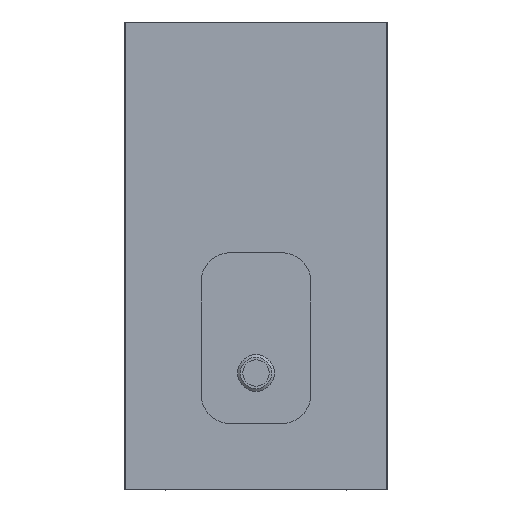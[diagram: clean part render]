
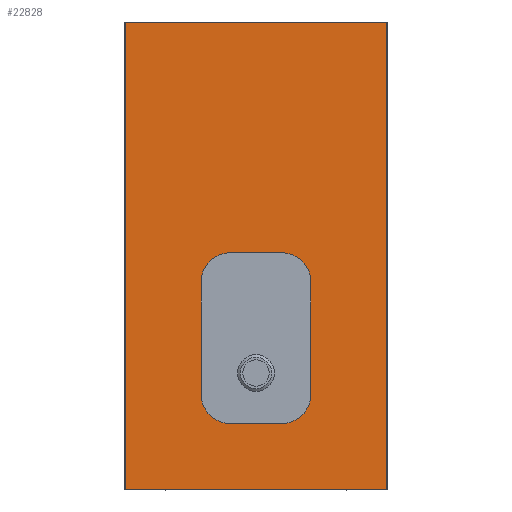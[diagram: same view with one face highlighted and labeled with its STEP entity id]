
A CAD part, front view. The second image highlights one B-rep face of the part: STEP entity #22828.
In plain terms, the highlighted planar face has unit normal (0, -1, 0).
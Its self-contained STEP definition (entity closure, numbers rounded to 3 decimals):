
#22479=CARTESIAN_POINT('',(-443.,-42.,1193.));
#22480=DIRECTION('',(0.,1.,0.));
#22481=DIRECTION('',(-1.,0.,0.));
#22482=AXIS2_PLACEMENT_3D('',#22479,#22480,#22481);
#22488=DIRECTION('',(-1.,0.,0.));
#22489=VECTOR('',#22488,175.475);
#22490=CARTESIAN_POINT('',(87.737,-42.,-172.846));
#22491=LINE('',#22490,#22489);
#22492=CARTESIAN_POINT('',(87.737,-42.,-72.846));
#22493=DIRECTION('',(0.,1.,0.));
#22494=DIRECTION('',(1.,0.,0.));
#22495=AXIS2_PLACEMENT_3D('',#22492,#22493,#22494);
#22497=DIRECTION('',(0.,0.,-1.));
#22498=VECTOR('',#22497,384.179);
#22499=CARTESIAN_POINT('',(187.737,-42.,311.332));
#22500=LINE('',#22499,#22498);
#22501=CARTESIAN_POINT('',(87.737,-42.,311.332));
#22502=DIRECTION('',(0.,1.,0.));
#22503=DIRECTION('',(0.,0.,1.));
#22504=AXIS2_PLACEMENT_3D('',#22501,#22502,#22503);
#22506=DIRECTION('',(1.,0.,0.));
#22507=VECTOR('',#22506,175.475);
#22508=CARTESIAN_POINT('',(-87.737,-42.,411.332));
#22509=LINE('',#22508,#22507);
#22510=CARTESIAN_POINT('',(-87.737,-42.,311.332));
#22511=DIRECTION('',(0.,1.,0.));
#22512=DIRECTION('',(-1.,0.,0.));
#22513=AXIS2_PLACEMENT_3D('',#22510,#22511,#22512);
#22515=DIRECTION('',(0.,0.,1.));
#22516=VECTOR('',#22515,384.179);
#22517=CARTESIAN_POINT('',(-187.737,-42.,-72.846));
#22518=LINE('',#22517,#22516);
#22519=CARTESIAN_POINT('',(-87.737,-42.,-72.846));
#22520=DIRECTION('',(0.,1.,0.));
#22521=DIRECTION('',(0.,0.,-1.));
#22522=AXIS2_PLACEMENT_3D('',#22519,#22520,#22521);
#22556=DIRECTION('',(1.,0.,0.));
#22557=VECTOR('',#22556,886.);
#22558=CARTESIAN_POINT('',(-443.,-42.,1196.8));
#22559=LINE('',#22558,#22557);
#22564=CARTESIAN_POINT('',(443.,-42.,1193.));
#22565=DIRECTION('',(0.,1.,0.));
#22566=DIRECTION('',(0.,0.,1.));
#22567=AXIS2_PLACEMENT_3D('',#22564,#22565,#22566);
#22573=DIRECTION('',(0.,0.,-1.));
#22574=VECTOR('',#22573,1586.);
#22575=CARTESIAN_POINT('',(446.8,-42.,1193.));
#22576=LINE('',#22575,#22574);
#22581=CARTESIAN_POINT('',(443.,-42.,-393.));
#22582=DIRECTION('',(0.,1.,0.));
#22583=DIRECTION('',(1.,0.,0.));
#22584=AXIS2_PLACEMENT_3D('',#22581,#22582,#22583);
#22590=DIRECTION('',(-1.,0.,0.));
#22591=VECTOR('',#22590,886.);
#22592=CARTESIAN_POINT('',(443.,-42.,-396.8));
#22593=LINE('',#22592,#22591);
#22598=CARTESIAN_POINT('',(-443.,-42.,-393.));
#22599=DIRECTION('',(0.,1.,0.));
#22600=DIRECTION('',(0.,0.,-1.));
#22601=AXIS2_PLACEMENT_3D('',#22598,#22599,#22600);
#22607=DIRECTION('',(0.,0.,1.));
#22608=VECTOR('',#22607,1586.);
#22609=CARTESIAN_POINT('',(-446.8,-42.,-393.));
#22610=LINE('',#22609,#22608);
#22639=CARTESIAN_POINT('',(87.737,-42.,-172.846));
#22640=CARTESIAN_POINT('',(-87.737,-42.,-172.846));
#22641=VERTEX_POINT('',#22639);
#22642=VERTEX_POINT('',#22640);
#22643=CARTESIAN_POINT('',(-187.737,-42.,-72.846));
#22644=VERTEX_POINT('',#22643);
#22645=CARTESIAN_POINT('',(-187.737,-42.,311.332));
#22646=VERTEX_POINT('',#22645);
#22647=CARTESIAN_POINT('',(-87.737,-42.,411.332));
#22648=VERTEX_POINT('',#22647);
#22649=CARTESIAN_POINT('',(87.737,-42.,411.332));
#22650=VERTEX_POINT('',#22649);
#22651=CARTESIAN_POINT('',(187.737,-42.,311.332));
#22652=VERTEX_POINT('',#22651);
#22653=CARTESIAN_POINT('',(187.737,-42.,-72.846));
#22654=VERTEX_POINT('',#22653);
#22655=CARTESIAN_POINT('',(-446.8,-42.,1193.));
#22656=CARTESIAN_POINT('',(-443.,-42.,1196.8));
#22657=VERTEX_POINT('',#22655);
#22658=VERTEX_POINT('',#22656);
#22659=CARTESIAN_POINT('',(443.,-42.,1196.8));
#22660=VERTEX_POINT('',#22659);
#22661=CARTESIAN_POINT('',(446.8,-42.,1193.));
#22662=VERTEX_POINT('',#22661);
#22663=CARTESIAN_POINT('',(446.8,-42.,-393.));
#22664=VERTEX_POINT('',#22663);
#22665=CARTESIAN_POINT('',(443.,-42.,-396.8));
#22666=VERTEX_POINT('',#22665);
#22667=CARTESIAN_POINT('',(-443.,-42.,-396.8));
#22668=VERTEX_POINT('',#22667);
#22669=CARTESIAN_POINT('',(-446.8,-42.,-393.));
#22670=VERTEX_POINT('',#22669);
#22788=CARTESIAN_POINT('',(0.,-42.,0.));
#22789=DIRECTION('',(0.,-1.,0.));
#22790=DIRECTION('',(0.,0.,1.));
#22791=AXIS2_PLACEMENT_3D('',#22788,#22789,#22790);
#22792=PLANE('',#22791);
#22793=ORIENTED_EDGE('',*,*,#22778,.T.);
#22795=ORIENTED_EDGE('',*,*,#22794,.T.);
#22797=ORIENTED_EDGE('',*,*,#22796,.T.);
#22799=ORIENTED_EDGE('',*,*,#22798,.T.);
#22801=ORIENTED_EDGE('',*,*,#22800,.T.);
#22803=ORIENTED_EDGE('',*,*,#22802,.T.);
#22805=ORIENTED_EDGE('',*,*,#22804,.T.);
#22807=ORIENTED_EDGE('',*,*,#22806,.T.);
#22808=EDGE_LOOP('',(#22793,#22795,#22797,#22799,#22801,#22803,#22805,#22807));
#22809=FACE_OUTER_BOUND('',#22808,.F.);
#22811=ORIENTED_EDGE('',*,*,#22810,.F.);
#22813=ORIENTED_EDGE('',*,*,#22812,.F.);
#22815=ORIENTED_EDGE('',*,*,#22814,.F.);
#22817=ORIENTED_EDGE('',*,*,#22816,.F.);
#22819=ORIENTED_EDGE('',*,*,#22818,.F.);
#22821=ORIENTED_EDGE('',*,*,#22820,.F.);
#22823=ORIENTED_EDGE('',*,*,#22822,.F.);
#22825=ORIENTED_EDGE('',*,*,#22824,.F.);
#22826=EDGE_LOOP('',(#22811,#22813,#22815,#22817,#22819,#22821,#22823,#22825));
#22827=FACE_BOUND('',#22826,.F.);
#22828=ADVANCED_FACE('',(#22809,#22827),#22792,.T.);
#22483=CIRCLE('',#22482,3.8);
#22496=CIRCLE('',#22495,100.);
#22505=CIRCLE('',#22504,100.);
#22514=CIRCLE('',#22513,100.);
#22523=CIRCLE('',#22522,100.);
#22568=CIRCLE('',#22567,3.8);
#22585=CIRCLE('',#22584,3.8);
#22602=CIRCLE('',#22601,3.8);
#22778=EDGE_CURVE('',#22657,#22658,#22483,.T.);
#22794=EDGE_CURVE('',#22658,#22660,#22559,.T.);
#22796=EDGE_CURVE('',#22660,#22662,#22568,.T.);
#22798=EDGE_CURVE('',#22662,#22664,#22576,.T.);
#22800=EDGE_CURVE('',#22664,#22666,#22585,.T.);
#22802=EDGE_CURVE('',#22666,#22668,#22593,.T.);
#22804=EDGE_CURVE('',#22668,#22670,#22602,.T.);
#22806=EDGE_CURVE('',#22670,#22657,#22610,.T.);
#22810=EDGE_CURVE('',#22641,#22642,#22491,.T.);
#22812=EDGE_CURVE('',#22654,#22641,#22496,.T.);
#22814=EDGE_CURVE('',#22652,#22654,#22500,.T.);
#22816=EDGE_CURVE('',#22650,#22652,#22505,.T.);
#22818=EDGE_CURVE('',#22648,#22650,#22509,.T.);
#22820=EDGE_CURVE('',#22646,#22648,#22514,.T.);
#22822=EDGE_CURVE('',#22644,#22646,#22518,.T.);
#22824=EDGE_CURVE('',#22642,#22644,#22523,.T.);
